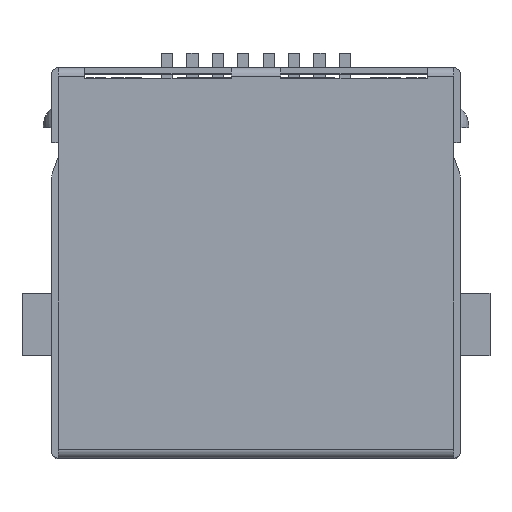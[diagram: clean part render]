
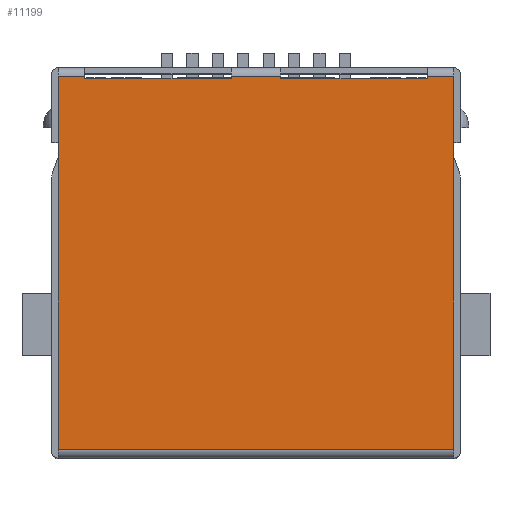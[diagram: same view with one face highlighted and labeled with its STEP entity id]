
A CAD part, top view. The second image highlights one B-rep face of the part: STEP entity #11199.
In plain terms, the highlighted planar face has unit normal (0, 0, 1).
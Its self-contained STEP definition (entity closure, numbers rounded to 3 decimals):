
#2822=ORIENTED_EDGE('',*,*,#4943,.F.);
#2823=ORIENTED_EDGE('',*,*,#4944,.F.);
#2824=ORIENTED_EDGE('',*,*,#4771,.T.);
#2825=ORIENTED_EDGE('',*,*,#4945,.T.);
#2826=ORIENTED_EDGE('',*,*,#4905,.F.);
#2827=ORIENTED_EDGE('',*,*,#4946,.F.);
#2828=ORIENTED_EDGE('',*,*,#4763,.F.);
#2829=ORIENTED_EDGE('',*,*,#4947,.F.);
#2830=ORIENTED_EDGE('',*,*,#4948,.F.);
#2831=ORIENTED_EDGE('',*,*,#4949,.F.);
#2832=ORIENTED_EDGE('',*,*,#4755,.F.);
#2833=ORIENTED_EDGE('',*,*,#4950,.F.);
#4755=EDGE_CURVE('',#5988,#5989,#7375,.T.);
#4763=EDGE_CURVE('',#5996,#5997,#7381,.T.);
#4771=EDGE_CURVE('',#6004,#6005,#7387,.T.);
#4905=EDGE_CURVE('',#6116,#6117,#7499,.T.);
#4943=EDGE_CURVE('',#6146,#6147,#7525,.T.);
#4944=EDGE_CURVE('',#6004,#6146,#7526,.T.);
#4945=EDGE_CURVE('',#6005,#6117,#7527,.T.);
#4946=EDGE_CURVE('',#5997,#6116,#7528,.T.);
#4947=EDGE_CURVE('',#6148,#5996,#7529,.T.);
#4948=EDGE_CURVE('',#6149,#6148,#7530,.T.);
#4949=EDGE_CURVE('',#5989,#6149,#7531,.T.);
#4950=EDGE_CURVE('',#6147,#5988,#7532,.T.);
#5988=VERTEX_POINT('',#17376);
#5989=VERTEX_POINT('',#17377);
#5996=VERTEX_POINT('',#17393);
#5997=VERTEX_POINT('',#17394);
#6004=VERTEX_POINT('',#17410);
#6005=VERTEX_POINT('',#17411);
#6116=VERTEX_POINT('',#17673);
#6117=VERTEX_POINT('',#17675);
#6146=VERTEX_POINT('',#17750);
#6147=VERTEX_POINT('',#17751);
#6148=VERTEX_POINT('',#17756);
#6149=VERTEX_POINT('',#17758);
#7375=LINE('',#17375,#8813);
#7381=LINE('',#17392,#8819);
#7387=LINE('',#17409,#8825);
#7499=LINE('',#17674,#8937);
#7525=LINE('',#17749,#8963);
#7526=LINE('',#17752,#8964);
#7527=LINE('',#17753,#8965);
#7528=LINE('',#17754,#8966);
#7529=LINE('',#17755,#8967);
#7530=LINE('',#17757,#8968);
#7531=LINE('',#17759,#8969);
#7532=LINE('',#17760,#8970);
#8813=VECTOR('',#14110,1000.);
#8819=VECTOR('',#14122,1000.);
#8825=VECTOR('',#14134,1000.);
#8937=VECTOR('',#14326,1000.);
#8963=VECTOR('',#14392,1000.);
#8964=VECTOR('',#14393,1000.);
#8965=VECTOR('',#14394,1000.);
#8966=VECTOR('',#14395,1000.);
#8967=VECTOR('',#14396,1000.);
#8968=VECTOR('',#14397,1000.);
#8969=VECTOR('',#14398,1000.);
#8970=VECTOR('',#14399,1000.);
#9591=EDGE_LOOP('',(#2822,#2823,#2824,#2825,#2826,#2827,#2828,#2829,#2830,
#2831,#2832,#2833));
#10187=FACE_BOUND('',#9591,.T.);
#10719=PLANE('',#11901);
#11199=ADVANCED_FACE('',(#10187),#10719,.T.);
#11901=AXIS2_PLACEMENT_3D('',#17748,#14390,#14391);
#14110=DIRECTION('',(0.,1.,0.));
#14122=DIRECTION('',(0.,1.,0.));
#14134=DIRECTION('',(0.,-1.,0.));
#14326=DIRECTION('',(0.,-1.,0.));
#14390=DIRECTION('',(0.,0.,1.));
#14391=DIRECTION('',(0.,-1.,0.));
#14392=DIRECTION('',(0.,-1.,0.));
#14393=DIRECTION('',(1.,0.,0.));
#14394=DIRECTION('',(1.,0.,0.));
#14395=DIRECTION('',(1.,0.,0.));
#14396=DIRECTION('',(1.,0.,0.));
#14397=DIRECTION('',(0.,-1.,0.));
#14398=DIRECTION('',(1.,0.,0.));
#14399=DIRECTION('',(1.,0.,0.));
#17375=CARTESIAN_POINT('',(-0.99,7.391,6.55));
#17376=CARTESIAN_POINT('',(-0.99,7.391,6.55));
#17377=CARTESIAN_POINT('',(-0.99,7.49,6.55));
#17392=CARTESIAN_POINT('',(6.89,7.391,6.55));
#17393=CARTESIAN_POINT('',(6.89,7.391,6.55));
#17394=CARTESIAN_POINT('',(6.89,7.49,6.55));
#17409=CARTESIAN_POINT('',(-7.95,-7.49,6.55));
#17410=CARTESIAN_POINT('',(-7.95,7.49,6.55));
#17411=CARTESIAN_POINT('',(-7.95,-7.49,6.55));
#17673=CARTESIAN_POINT('',(7.95,7.49,6.55));
#17674=CARTESIAN_POINT('',(7.95,-7.49,6.55));
#17675=CARTESIAN_POINT('',(7.95,-7.49,6.55));
#17748=CARTESIAN_POINT('',(-7.95,-7.49,6.55));
#17749=CARTESIAN_POINT('',(-6.89,7.891,6.55));
#17750=CARTESIAN_POINT('',(-6.89,7.49,6.55));
#17751=CARTESIAN_POINT('',(-6.89,7.391,6.55));
#17752=CARTESIAN_POINT('',(-7.95,7.49,6.55));
#17753=CARTESIAN_POINT('',(-7.95,-7.49,6.55));
#17754=CARTESIAN_POINT('',(-7.95,7.49,6.55));
#17755=CARTESIAN_POINT('',(0.99,7.391,6.55));
#17756=CARTESIAN_POINT('',(0.99,7.391,6.55));
#17757=CARTESIAN_POINT('',(0.99,7.891,6.55));
#17758=CARTESIAN_POINT('',(0.99,7.49,6.55));
#17759=CARTESIAN_POINT('',(-7.95,7.49,6.55));
#17760=CARTESIAN_POINT('',(-6.89,7.391,6.55));
